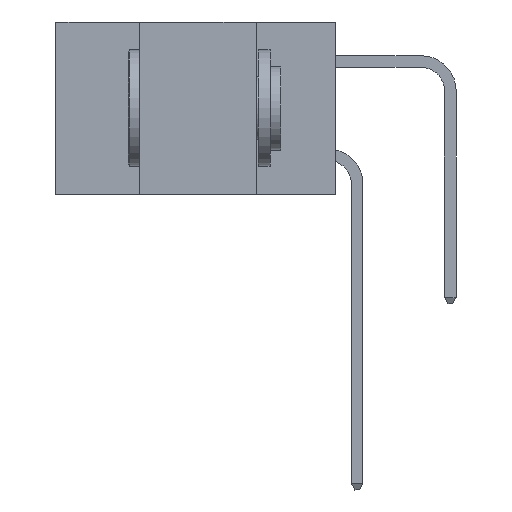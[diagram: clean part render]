
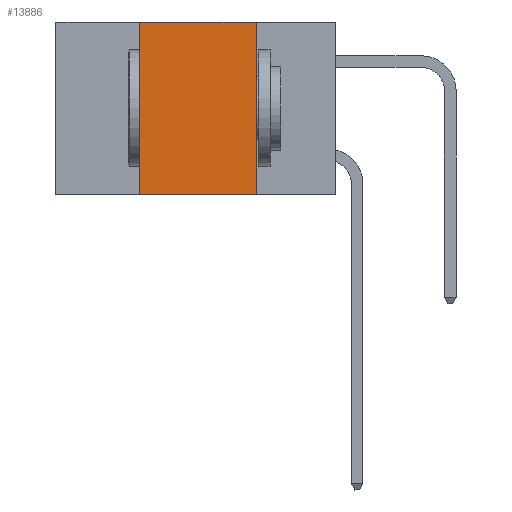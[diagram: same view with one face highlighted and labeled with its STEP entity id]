
A CAD part, left-side view. The second image highlights one B-rep face of the part: STEP entity #13886.
In plain terms, the highlighted planar face has unit normal (-1, 0, 0).
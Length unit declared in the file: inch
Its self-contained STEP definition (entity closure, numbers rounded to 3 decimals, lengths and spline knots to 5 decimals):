
#309 = FACE_OUTER_BOUND ( 'NONE', #6673, .T. ) ;
#1668 = DIRECTION ( 'NONE',  ( 0., -1., 0. ) ) ;
#2179 = LINE ( 'NONE', #6544, #17231 ) ;
#2922 = LINE ( 'NONE', #19436, #15629 ) ;
#3744 = AXIS2_PLACEMENT_3D ( 'NONE', #15616, #15470, #9150 ) ;
#4803 = ORIENTED_EDGE ( 'NONE', *, *, #12678, .F. ) ;
#5156 = CARTESIAN_POINT ( 'NONE',  ( 0., 0.42, -0.37 ) ) ;
#5767 = ORIENTED_EDGE ( 'NONE', *, *, #7107, .F. ) ;
#6481 = LINE ( 'NONE', #18290, #6745 ) ;
#6544 = CARTESIAN_POINT ( 'NONE',  ( 0., 0.42, 0. ) ) ;
#6673 = EDGE_LOOP ( 'NONE', ( #5767, #17524, #4803, #18124 ) ) ;
#6745 = VECTOR ( 'NONE', #10025, 39.37008 ) ;
#6754 = DIRECTION ( 'NONE',  ( 0., 0., 1. ) ) ;
#7107 = EDGE_CURVE ( 'NONE', #11726, #10017, #11839, .T. ) ;
#7533 = VECTOR ( 'NONE', #14072, 39.37008 ) ;
#7596 = EDGE_CURVE ( 'NONE', #18821, #11726, #6481, .T. ) ;
#7975 = CARTESIAN_POINT ( 'NONE',  ( 0., 0.17, -0.37 ) ) ;
#8655 = PLANE ( 'NONE',  #3744 ) ;
#9150 = DIRECTION ( 'NONE',  ( 0., 0., -1. ) ) ;
#9176 = CARTESIAN_POINT ( 'NONE',  ( 0., 0.17, 0. ) ) ;
#10017 = VERTEX_POINT ( 'NONE', #7975 ) ;
#10025 = DIRECTION ( 'NONE',  ( 0., -1., 0. ) ) ;
#11726 = VERTEX_POINT ( 'NONE', #14787 ) ;
#11839 = LINE ( 'NONE', #9176, #7533 ) ;
#11874 = VERTEX_POINT ( 'NONE', #5156 ) ;
#12678 = EDGE_CURVE ( 'NONE', #11874, #18821, #2179, .T. ) ;
#13886 = ADVANCED_FACE ( 'NONE', ( #309 ), #8655, .F. ) ;
#14072 = DIRECTION ( 'NONE',  ( 0., 0., -1. ) ) ;
#14787 = CARTESIAN_POINT ( 'NONE',  ( 0., 0.17, 0. ) ) ;
#15470 = DIRECTION ( 'NONE',  ( 1., 0., 0. ) ) ;
#15616 = CARTESIAN_POINT ( 'NONE',  ( 0., 0.6, 0. ) ) ;
#15629 = VECTOR ( 'NONE', #1668, 39.37008 ) ;
#16481 = EDGE_CURVE ( 'NONE', #11874, #10017, #2922, .T. ) ;
#17231 = VECTOR ( 'NONE', #6754, 39.37008 ) ;
#17524 = ORIENTED_EDGE ( 'NONE', *, *, #7596, .F. ) ;
#18124 = ORIENTED_EDGE ( 'NONE', *, *, #16481, .T. ) ;
#18290 = CARTESIAN_POINT ( 'NONE',  ( 0., 0.6, 0. ) ) ;
#18821 = VERTEX_POINT ( 'NONE', #19533 ) ;
#19436 = CARTESIAN_POINT ( 'NONE',  ( 0., 0.6, -0.37 ) ) ;
#19533 = CARTESIAN_POINT ( 'NONE',  ( 0., 0.42, 0. ) ) ;
